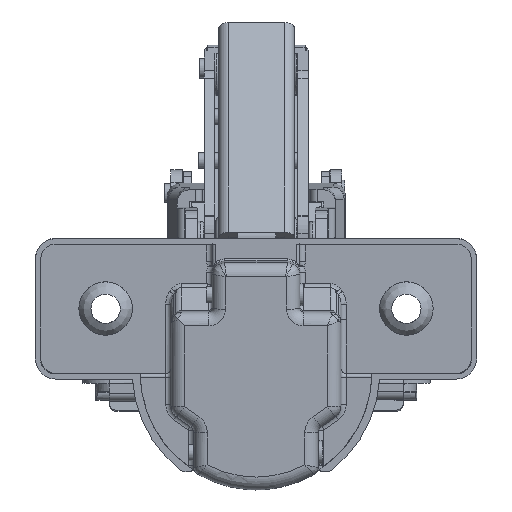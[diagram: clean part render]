
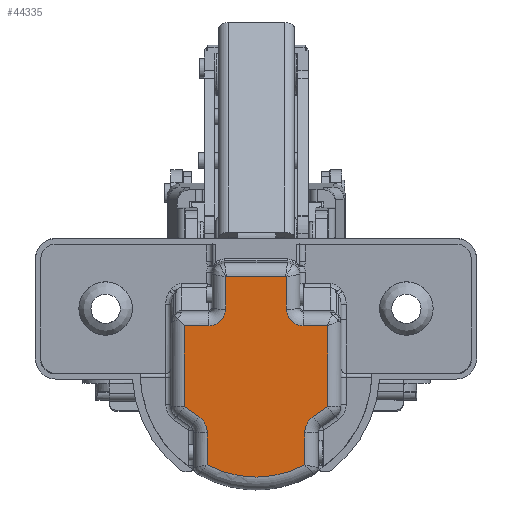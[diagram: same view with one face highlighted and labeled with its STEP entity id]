
A CAD part, top view. The second image highlights one B-rep face of the part: STEP entity #44335.
In plain terms, the highlighted face is planar.
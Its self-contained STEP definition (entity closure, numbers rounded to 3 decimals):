
#1355=PLANE('',#49223);
#5365=FACE_OUTER_BOUND('',#8114,.T.);
#8114=EDGE_LOOP('',(#38203,#38204,#38205,#38206,#38207,#38208,#38209,#38210,
#38211,#38212,#38213,#38214,#38215,#38216,#38217,#38218,#38219,#38220));
#11332=LINE('',#88195,#14828);
#11333=LINE('',#88197,#14829);
#11334=LINE('',#88199,#14830);
#11335=LINE('',#88203,#14831);
#11336=LINE('',#88207,#14832);
#11337=LINE('',#88211,#14833);
#11338=LINE('',#88213,#14834);
#11339=LINE('',#88215,#14835);
#11340=LINE('',#88219,#14836);
#11341=LINE('',#88223,#14837);
#11342=LINE('',#88226,#14838);
#14828=VECTOR('',#60157,1000.);
#14829=VECTOR('',#60158,1000.);
#14830=VECTOR('',#60159,1000.);
#14831=VECTOR('',#60162,1000.);
#14832=VECTOR('',#60165,1000.);
#14833=VECTOR('',#60168,1000.);
#14834=VECTOR('',#60169,1000.);
#14835=VECTOR('',#60170,1000.);
#14836=VECTOR('',#60173,1000.);
#14837=VECTOR('',#60176,1000.);
#14838=VECTOR('',#60179,1000.);
#17808=CIRCLE('',#49224,2.5);
#17809=CIRCLE('',#49225,3.);
#17810=CIRCLE('',#49226,15.35);
#17811=CIRCLE('',#49227,3.);
#17812=CIRCLE('',#49228,2.5);
#17813=CIRCLE('',#49229,15.35);
#17814=CIRCLE('',#49230,15.35);
#21462=VERTEX_POINT('',#88191);
#21463=VERTEX_POINT('',#88192);
#21464=VERTEX_POINT('',#88194);
#21465=VERTEX_POINT('',#88196);
#21466=VERTEX_POINT('',#88198);
#21467=VERTEX_POINT('',#88200);
#21468=VERTEX_POINT('',#88202);
#21469=VERTEX_POINT('',#88204);
#21470=VERTEX_POINT('',#88206);
#21471=VERTEX_POINT('',#88208);
#21472=VERTEX_POINT('',#88210);
#21473=VERTEX_POINT('',#88212);
#21474=VERTEX_POINT('',#88214);
#21475=VERTEX_POINT('',#88216);
#21476=VERTEX_POINT('',#88218);
#21477=VERTEX_POINT('',#88220);
#21478=VERTEX_POINT('',#88222);
#21479=VERTEX_POINT('',#88224);
#27248=EDGE_CURVE('',#21462,#21463,#17808,.T.);
#27249=EDGE_CURVE('',#21463,#21464,#11332,.T.);
#27250=EDGE_CURVE('',#21464,#21465,#11333,.T.);
#27251=EDGE_CURVE('',#21465,#21466,#11334,.T.);
#27252=EDGE_CURVE('',#21466,#21467,#17809,.T.);
#27253=EDGE_CURVE('',#21467,#21468,#11335,.T.);
#27254=EDGE_CURVE('',#21468,#21469,#17810,.T.);
#27255=EDGE_CURVE('',#21469,#21470,#11336,.T.);
#27256=EDGE_CURVE('',#21470,#21471,#17811,.T.);
#27257=EDGE_CURVE('',#21471,#21472,#11337,.T.);
#27258=EDGE_CURVE('',#21472,#21473,#11338,.T.);
#27259=EDGE_CURVE('',#21473,#21474,#11339,.T.);
#27260=EDGE_CURVE('',#21474,#21475,#17812,.T.);
#27261=EDGE_CURVE('',#21475,#21476,#11340,.T.);
#27262=EDGE_CURVE('',#21476,#21477,#17813,.T.);
#27263=EDGE_CURVE('',#21477,#21478,#11341,.T.);
#27264=EDGE_CURVE('',#21478,#21479,#17814,.T.);
#27265=EDGE_CURVE('',#21479,#21462,#11342,.T.);
#38203=ORIENTED_EDGE('',*,*,#27248,.T.);
#38204=ORIENTED_EDGE('',*,*,#27249,.T.);
#38205=ORIENTED_EDGE('',*,*,#27250,.T.);
#38206=ORIENTED_EDGE('',*,*,#27251,.T.);
#38207=ORIENTED_EDGE('',*,*,#27252,.T.);
#38208=ORIENTED_EDGE('',*,*,#27253,.T.);
#38209=ORIENTED_EDGE('',*,*,#27254,.T.);
#38210=ORIENTED_EDGE('',*,*,#27255,.T.);
#38211=ORIENTED_EDGE('',*,*,#27256,.T.);
#38212=ORIENTED_EDGE('',*,*,#27257,.T.);
#38213=ORIENTED_EDGE('',*,*,#27258,.T.);
#38214=ORIENTED_EDGE('',*,*,#27259,.T.);
#38215=ORIENTED_EDGE('',*,*,#27260,.T.);
#38216=ORIENTED_EDGE('',*,*,#27261,.T.);
#38217=ORIENTED_EDGE('',*,*,#27262,.T.);
#38218=ORIENTED_EDGE('',*,*,#27263,.T.);
#38219=ORIENTED_EDGE('',*,*,#27264,.T.);
#38220=ORIENTED_EDGE('',*,*,#27265,.T.);
#44335=ADVANCED_FACE('',(#5365),#1355,.T.);
#49223=AXIS2_PLACEMENT_3D('',#88190,#60153,#60154);
#49224=AXIS2_PLACEMENT_3D('',#88193,#60155,#60156);
#49225=AXIS2_PLACEMENT_3D('',#88201,#60160,#60161);
#49226=AXIS2_PLACEMENT_3D('',#88205,#60163,#60164);
#49227=AXIS2_PLACEMENT_3D('',#88209,#60166,#60167);
#49228=AXIS2_PLACEMENT_3D('',#88217,#60171,#60172);
#49229=AXIS2_PLACEMENT_3D('',#88221,#60174,#60175);
#49230=AXIS2_PLACEMENT_3D('',#88225,#60177,#60178);
#60153=DIRECTION('center_axis',(0.,0.,-1.));
#60154=DIRECTION('ref_axis',(-1.,0.,0.));
#60155=DIRECTION('center_axis',(0.,0.,1.));
#60156=DIRECTION('ref_axis',(-1.,0.,0.));
#60157=DIRECTION('',(-1.,0.,0.));
#60158=DIRECTION('',(0.,1.,0.));
#60159=DIRECTION('',(0.817,0.577,0.));
#60160=DIRECTION('center_axis',(0.,0.,1.));
#60161=DIRECTION('ref_axis',(-1.,0.,0.));
#60162=DIRECTION('',(0.,1.,0.));
#60163=DIRECTION('center_axis',(0.,0.,-1.));
#60164=DIRECTION('ref_axis',(-1.,0.,0.));
#60165=DIRECTION('',(0.,-1.,0.));
#60166=DIRECTION('center_axis',(0.,0.,1.));
#60167=DIRECTION('ref_axis',(-1.,0.,0.));
#60168=DIRECTION('',(0.817,-0.577,0.));
#60169=DIRECTION('',(0.,-1.,0.));
#60170=DIRECTION('',(-1.,0.,0.));
#60171=DIRECTION('center_axis',(0.,0.,1.));
#60172=DIRECTION('ref_axis',(-1.,0.,0.));
#60173=DIRECTION('',(0.,-1.,0.));
#60174=DIRECTION('center_axis',(0.,0.,-1.));
#60175=DIRECTION('ref_axis',(-1.,0.,0.));
#60176=DIRECTION('',(-1.,0.,0.));
#60177=DIRECTION('center_axis',(0.,0.,-1.));
#60178=DIRECTION('ref_axis',(-1.,0.,0.));
#60179=DIRECTION('',(0.,1.,0.));
#88190=CARTESIAN_POINT('Origin',(348.347,-17.4,-67.843));
#88191=CARTESIAN_POINT('',(-4.55,-9.8,-67.843));
#88192=CARTESIAN_POINT('',(-7.05,-7.3,-67.843));
#88193=CARTESIAN_POINT('Origin',(-7.05,-9.8,-67.843));
#88194=CARTESIAN_POINT('',(-10.699,-7.3,-67.843));
#88195=CARTESIAN_POINT('',(-11.699,-7.3,-67.843));
#88196=CARTESIAN_POINT('',(-10.699,4.779,-67.843));
#88197=CARTESIAN_POINT('',(-10.699,-17.4,-67.843));
#88198=CARTESIAN_POINT('',(-8.571,6.281,-67.843));
#88199=CARTESIAN_POINT('',(-8.571,6.281,-67.843));
#88200=CARTESIAN_POINT('',(-7.301,8.732,-67.843));
#88201=CARTESIAN_POINT('Origin',(-10.301,8.732,-67.843));
#88202=CARTESIAN_POINT('',(-7.301,13.502,-67.843));
#88203=CARTESIAN_POINT('',(-7.301,14.646,-67.843));
#88204=CARTESIAN_POINT('',(7.301,13.503,-67.843));
#88205=CARTESIAN_POINT('Origin',(0.001,0.,
-67.843));
#88206=CARTESIAN_POINT('',(7.301,8.732,-67.843));
#88207=CARTESIAN_POINT('',(7.301,8.732,-67.843));
#88208=CARTESIAN_POINT('',(8.571,6.281,-67.843));
#88209=CARTESIAN_POINT('Origin',(10.301,8.732,-67.843));
#88210=CARTESIAN_POINT('',(10.701,4.778,-67.843));
#88211=CARTESIAN_POINT('',(10.701,4.778,-67.843));
#88212=CARTESIAN_POINT('',(10.701,-7.3,-67.843));
#88213=CARTESIAN_POINT('',(10.701,-17.4,-67.843));
#88214=CARTESIAN_POINT('',(7.05,-7.3,-67.843));
#88215=CARTESIAN_POINT('',(7.05,-7.3,-67.843));
#88216=CARTESIAN_POINT('',(4.55,-9.8,-67.843));
#88217=CARTESIAN_POINT('Origin',(7.05,-9.8,-67.843));
#88218=CARTESIAN_POINT('',(4.55,-14.66,-67.843));
#88219=CARTESIAN_POINT('',(4.55,-14.952,-67.843));
#88220=CARTESIAN_POINT('',(4.42,-14.7,-67.843));
#88221=CARTESIAN_POINT('Origin',(0.,0.,-67.843));
#88222=CARTESIAN_POINT('',(-4.42,-14.7,-67.843));
#88223=CARTESIAN_POINT('',(348.347,-14.7,-67.843));
#88224=CARTESIAN_POINT('',(-4.55,-14.66,-67.843));
#88225=CARTESIAN_POINT('Origin',(0.,0.,-67.843));
#88226=CARTESIAN_POINT('',(-4.55,-9.8,-67.843));
